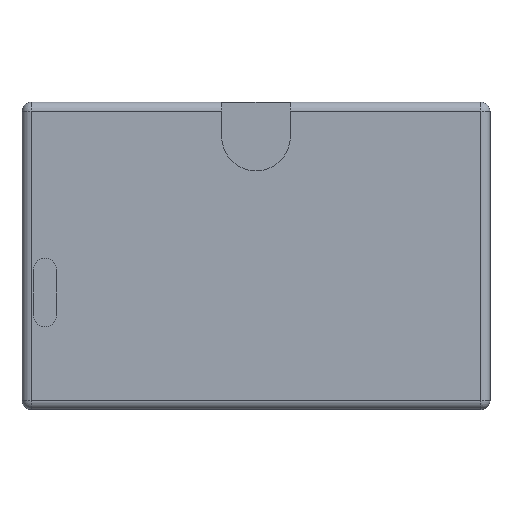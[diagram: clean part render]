
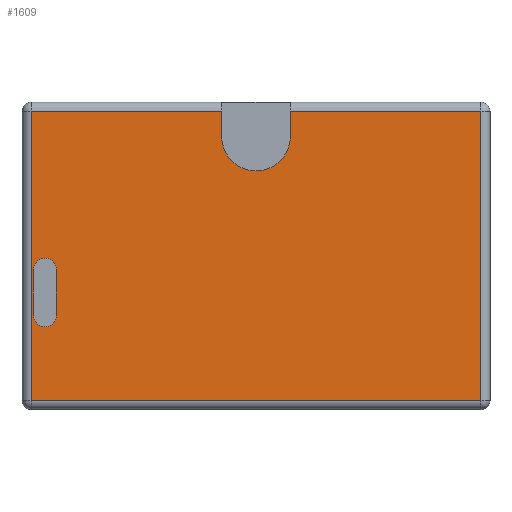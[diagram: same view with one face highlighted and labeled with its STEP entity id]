
A CAD part, top view. The second image highlights one B-rep face of the part: STEP entity #1609.
In plain terms, the highlighted planar face has unit normal (0, 0, 1).
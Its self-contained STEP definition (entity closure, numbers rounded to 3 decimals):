
#15=FACE_BOUND($,#234,.T.);
#48=CIRCLE($,#1756,0.25);
#50=CIRCLE($,#1760,0.25);
#53=CIRCLE($,#1765,0.75);
#127=FACE_OUTER_BOUND($,#233,.T.);
#233=EDGE_LOOP($,(#1232,#1233,#1234,#1235,#1236,#1237,#1238,#1239));
#234=EDGE_LOOP($,(#1240,#1241,#1242,#1243));
#341=LINE($,#2412,#532);
#345=LINE($,#2428,#536);
#349=LINE($,#2444,#540);
#353=LINE($,#2460,#544);
#356=LINE($,#2467,#547);
#361=LINE($,#2477,#552);
#365=LINE($,#2486,#556);
#370=LINE($,#2500,#561);
#376=LINE($,#2518,#567);
#532=VECTOR($,#1945,4.15);
#536=VECTOR($,#1963,6.3);
#540=VECTOR($,#1981,9.8);
#544=VECTOR($,#1999,6.3);
#547=VECTOR($,#2006,4.15);
#552=VECTOR($,#2019,0.55);
#556=VECTOR($,#2025,1.);
#561=VECTOR($,#2038,1.);
#567=VECTOR($,#2060,0.55);
#706=VERTEX_POINT($,#2397);
#711=VERTEX_POINT($,#2410);
#713=VERTEX_POINT($,#2416);
#718=VERTEX_POINT($,#2432);
#723=VERTEX_POINT($,#2448);
#727=VERTEX_POINT($,#2463);
#729=VERTEX_POINT($,#2476);
#732=VERTEX_POINT($,#2484);
#733=VERTEX_POINT($,#2485);
#736=VERTEX_POINT($,#2493);
#738=VERTEX_POINT($,#2499);
#741=VERTEX_POINT($,#2511);
#870=EDGE_CURVE($,#711,#706,#341,.T.);
#878=EDGE_CURVE($,#706,#713,#345,.T.);
#886=EDGE_CURVE($,#713,#718,#349,.T.);
#894=EDGE_CURVE($,#718,#723,#353,.T.);
#898=EDGE_CURVE($,#723,#727,#356,.T.);
#903=EDGE_CURVE($,#729,#727,#361,.T.);
#907=EDGE_CURVE($,#732,#733,#365,.T.);
#911=EDGE_CURVE($,#736,#732,#48,.T.);
#914=EDGE_CURVE($,#738,#736,#370,.T.);
#917=EDGE_CURVE($,#733,#738,#50,.T.);
#920=EDGE_CURVE($,#741,#729,#53,.T.);
#924=EDGE_CURVE($,#711,#741,#376,.T.);
#1232=ORIENTED_EDGE($,*,*,#870,.F.);
#1233=ORIENTED_EDGE($,*,*,#924,.T.);
#1234=ORIENTED_EDGE($,*,*,#920,.T.);
#1235=ORIENTED_EDGE($,*,*,#903,.T.);
#1236=ORIENTED_EDGE($,*,*,#898,.F.);
#1237=ORIENTED_EDGE($,*,*,#894,.F.);
#1238=ORIENTED_EDGE($,*,*,#886,.F.);
#1239=ORIENTED_EDGE($,*,*,#878,.F.);
#1240=ORIENTED_EDGE($,*,*,#907,.T.);
#1241=ORIENTED_EDGE($,*,*,#917,.T.);
#1242=ORIENTED_EDGE($,*,*,#914,.T.);
#1243=ORIENTED_EDGE($,*,*,#911,.T.);
#1505=PLANE($,#1768);
#1609=ADVANCED_FACE($,(#127,#15),#1505,.T.);
#1756=AXIS2_PLACEMENT_3D($,#2494,#2031,#2032);
#1760=AXIS2_PLACEMENT_3D($,#2505,#2043,#2044);
#1765=AXIS2_PLACEMENT_3D($,#2512,#2053,#2054);
#1768=AXIS2_PLACEMENT_3D($,#2521,#2064,#2065);
#1945=DIRECTION($,(1.,0.,0.));
#1963=DIRECTION($,(0.,-1.,0.));
#1981=DIRECTION($,(-1.,0.,0.));
#1999=DIRECTION($,(0.,1.,0.));
#2006=DIRECTION($,(1.,0.,0.));
#2019=DIRECTION($,(0.,1.,0.));
#2025=DIRECTION($,(0.,-1.,0.));
#2031=DIRECTION('center_axis',(0.,0.,-1.));
#2032=DIRECTION('ref_axis',(-1.,0.,0.));
#2038=DIRECTION($,(0.,1.,0.));
#2043=DIRECTION('center_axis',(0.,0.,-1.));
#2044=DIRECTION('ref_axis',(1.,0.,0.));
#2053=DIRECTION('center_axis',(0.,0.,-1.));
#2054=DIRECTION('ref_axis',(-1.,0.,0.));
#2060=DIRECTION($,(0.,-1.,0.));
#2064=DIRECTION('center_axis',(0.,0.,1.));
#2065=DIRECTION('ref_axis',(1.,0.,0.));
#2397=CARTESIAN_POINT('',(4.9,3.15,5.));
#2410=CARTESIAN_POINT('',(0.75,3.15,5.));
#2412=CARTESIAN_POINT($,(2.55,3.15,5.));
#2416=CARTESIAN_POINT('',(4.9,-3.15,5.));
#2428=CARTESIAN_POINT($,(4.9,-1.675,5.));
#2432=CARTESIAN_POINT('',(-4.9,-3.15,5.));
#2444=CARTESIAN_POINT($,(-2.55,-3.15,5.));
#2448=CARTESIAN_POINT('',(-4.9,3.15,5.));
#2460=CARTESIAN_POINT($,(-4.9,1.675,5.));
#2463=CARTESIAN_POINT('',(-0.75,3.15,5.));
#2467=CARTESIAN_POINT($,(2.55,3.15,5.));
#2476=CARTESIAN_POINT('',(-0.75,2.6,5.));
#2477=CARTESIAN_POINT($,(-0.75,1.675,5.));
#2484=CARTESIAN_POINT('',(-4.35,-0.3,5.));
#2485=CARTESIAN_POINT('',(-4.35,-1.3,5.));
#2486=CARTESIAN_POINT($,(-4.35,-0.15,5.));
#2493=CARTESIAN_POINT('',(-4.85,-0.3,5.));
#2494=CARTESIAN_POINT('Origin',(-4.6,-0.3,5.));
#2499=CARTESIAN_POINT('',(-4.85,-1.3,5.));
#2500=CARTESIAN_POINT($,(-4.85,-0.65,5.));
#2505=CARTESIAN_POINT('Origin',(-4.6,-1.3,5.));
#2511=CARTESIAN_POINT('',(0.75,2.6,5.));
#2512=CARTESIAN_POINT('Origin',(0.,2.6,5.));
#2518=CARTESIAN_POINT($,(0.75,1.3,5.));
#2521=CARTESIAN_POINT('Origin',(0.,0.,5.));
